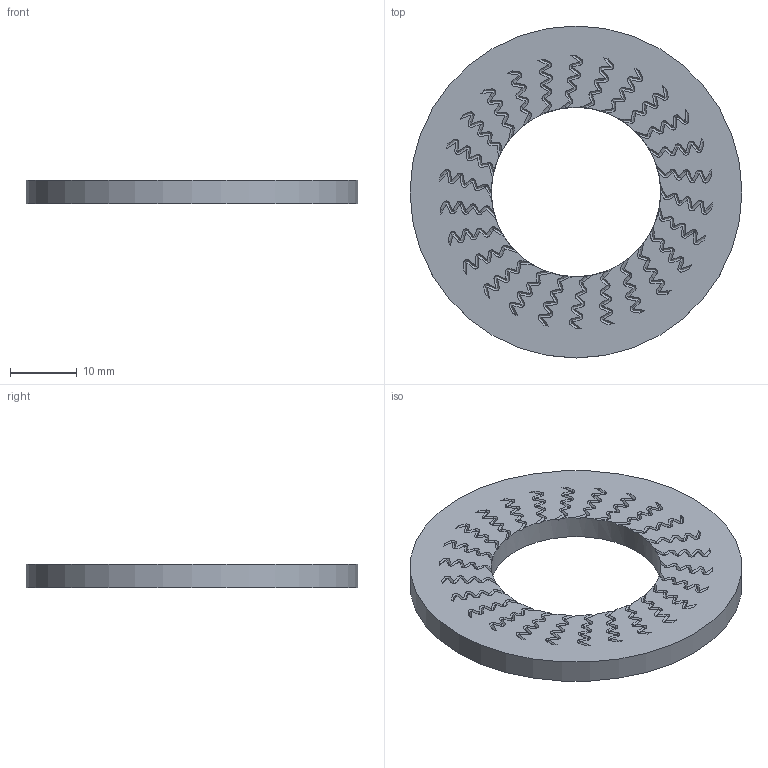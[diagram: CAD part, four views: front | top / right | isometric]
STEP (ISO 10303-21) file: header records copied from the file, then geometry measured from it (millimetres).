
FILE_DESCRIPTION( ( 'AP 214' ), '1' );
FILE_NAME( '070120_NSK M24_Muster_flach.stp', ' ', ( ' ' ), ( ' ' ), 'PSStep 16.0.33', 'VISI 20.0', ' ' );
FILE_SCHEMA( ( 'AUTOMOTIVE_DESIGN { 1 0 10303 214 1 1 1 1 }' ) );
Length unit declared in the file: millimetre
Products named in the file (1): 1
Bounding box: 49.69 x 49.69 x 3.5 mm (x, y, z)
Volume: 4987.8 mm3; surface area: 3775.1 mm2
Topology: 1 solids, 1 shells, 814 faces, 2068 edges, 1075 vertices
Faces by surface type: plane 419, cone 364, cylinder 28, torus 3
Full cylindrical faces by diameter (mm): 25.35 x1, 49.69 x1
Entity records: 28891 total; most frequent: DIRECTION 4036, CARTESIAN_POINT 3767, ORIENTED_EDGE 3758, EDGE_CURVE 1879, LINE 1352, VECTOR 1352, AXIS2_PLACEMENT_3D 1342, VERTEX_POINT 1073
